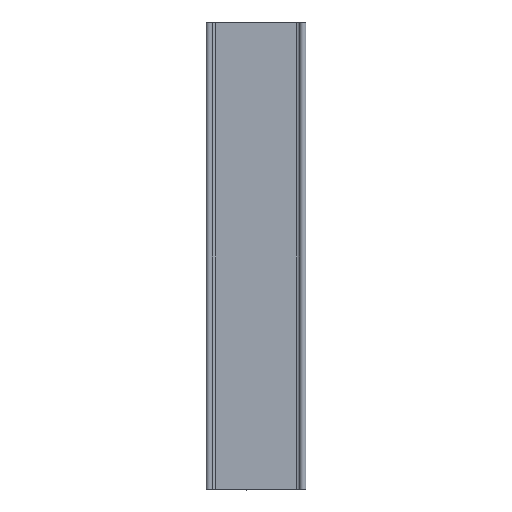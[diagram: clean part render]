
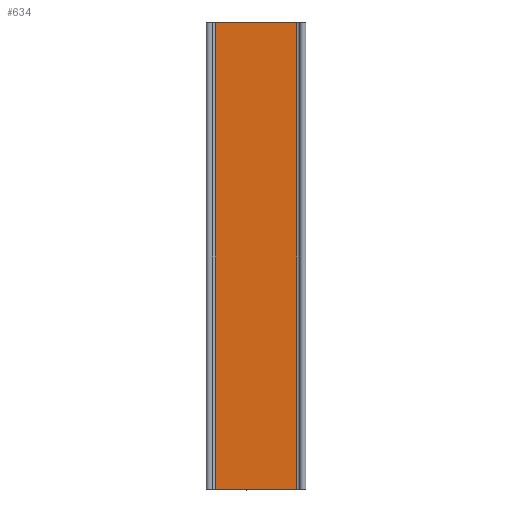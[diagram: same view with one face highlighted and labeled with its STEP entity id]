
A CAD part, front view. The second image highlights one B-rep face of the part: STEP entity #634.
In plain terms, the highlighted planar face has unit normal (0, -1, 0).
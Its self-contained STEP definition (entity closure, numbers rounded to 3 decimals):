
#29 = CARTESIAN_POINT ( 'NONE',  ( 29., 25.8, -150. ) ) ;
#54 = LINE ( 'NONE', #1106, #539 ) ;
#75 = DIRECTION ( 'NONE',  ( -1., 0., 0. ) ) ;
#220 = DIRECTION ( 'NONE',  ( 0., 0., 1. ) ) ;
#273 = CARTESIAN_POINT ( 'NONE',  ( 0., 25.8, -150. ) ) ;
#454 = EDGE_CURVE ( 'NONE', #1575, #2001, #1306, .T. ) ;
#484 = CARTESIAN_POINT ( 'NONE',  ( 0., 25.8, -149.8 ) ) ;
#491 = VECTOR ( 'NONE', #220, 1000. ) ;
#515 = LINE ( 'NONE', #484, #2254 ) ;
#539 = VECTOR ( 'NONE', #2362, 1000. ) ;
#634 = ADVANCED_FACE ( 'NONE', ( #1321 ), #2167, .F. ) ;
#812 = ORIENTED_EDGE ( 'NONE', *, *, #454, .F. ) ;
#843 = VERTEX_POINT ( 'NONE', #2390 ) ;
#863 = DIRECTION ( 'NONE',  ( 0., 0., -1. ) ) ;
#1070 = LINE ( 'NONE', #2543, #491 ) ;
#1106 = CARTESIAN_POINT ( 'NONE',  ( 0., 25.8, -0.2 ) ) ;
#1111 = DIRECTION ( 'NONE',  ( 0., 1., 0. ) ) ;
#1154 = EDGE_CURVE ( 'NONE', #2001, #2368, #515, .T. ) ;
#1279 = ORIENTED_EDGE ( 'NONE', *, *, #1465, .F. ) ;
#1306 = LINE ( 'NONE', #29, #2143 ) ;
#1321 = FACE_OUTER_BOUND ( 'NONE', #2342, .T. ) ;
#1465 = EDGE_CURVE ( 'NONE', #2368, #843, #1070, .T. ) ;
#1475 = AXIS2_PLACEMENT_3D ( 'NONE', #273, #1111, #1955 ) ;
#1516 = ORIENTED_EDGE ( 'NONE', *, *, #2530, .F. ) ;
#1575 = VERTEX_POINT ( 'NONE', #2593 ) ;
#1606 = CARTESIAN_POINT ( 'NONE',  ( 3., 25.8, -149.8 ) ) ;
#1955 = DIRECTION ( 'NONE',  ( 0., 0., 1. ) ) ;
#1986 = CARTESIAN_POINT ( 'NONE',  ( 29., 25.8, -149.8 ) ) ;
#2001 = VERTEX_POINT ( 'NONE', #1986 ) ;
#2143 = VECTOR ( 'NONE', #863, 1000. ) ;
#2167 = PLANE ( 'NONE',  #1475 ) ;
#2208 = ORIENTED_EDGE ( 'NONE', *, *, #1154, .F. ) ;
#2254 = VECTOR ( 'NONE', #75, 1000. ) ;
#2342 = EDGE_LOOP ( 'NONE', ( #2208, #812, #1516, #1279 ) ) ;
#2362 = DIRECTION ( 'NONE',  ( 1., 0., 0. ) ) ;
#2368 = VERTEX_POINT ( 'NONE', #1606 ) ;
#2390 = CARTESIAN_POINT ( 'NONE',  ( 3., 25.8, -0.2 ) ) ;
#2530 = EDGE_CURVE ( 'NONE', #843, #1575, #54, .T. ) ;
#2543 = CARTESIAN_POINT ( 'NONE',  ( 3., 25.8, -150. ) ) ;
#2593 = CARTESIAN_POINT ( 'NONE',  ( 29., 25.8, -0.2 ) ) ;
